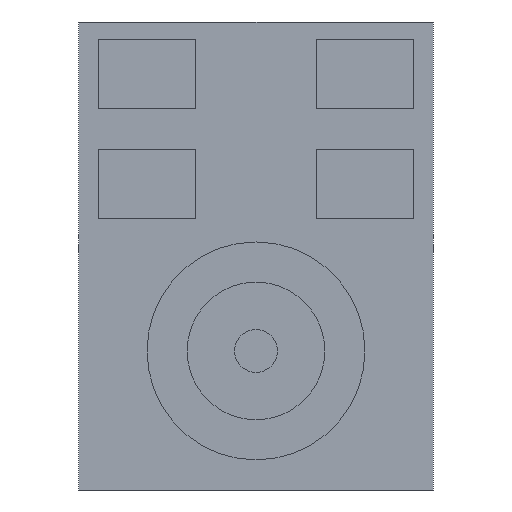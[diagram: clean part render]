
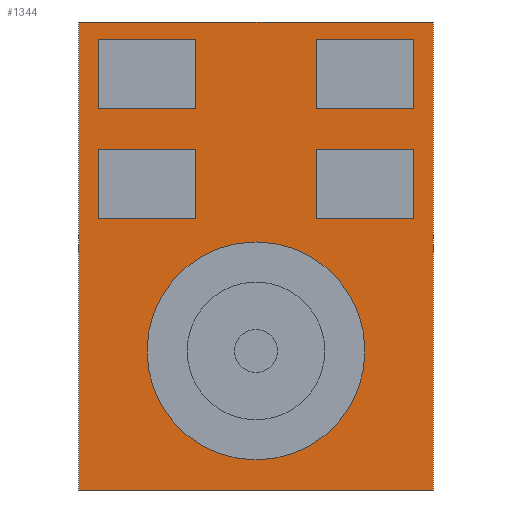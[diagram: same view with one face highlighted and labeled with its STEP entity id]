
A CAD part, front view. The second image highlights one B-rep face of the part: STEP entity #1344.
In plain terms, the highlighted planar face has unit normal (0, -1, 0).
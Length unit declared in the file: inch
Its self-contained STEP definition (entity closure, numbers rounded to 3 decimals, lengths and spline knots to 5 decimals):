
#15=FACE_BOUND('',#247,.T.);
#16=FACE_BOUND('',#248,.T.);
#17=FACE_BOUND('',#249,.T.);
#18=FACE_BOUND('',#250,.T.);
#19=FACE_BOUND('',#251,.T.);
#81=CIRCLE('',#1487,0.03209);
#161=FACE_OUTER_BOUND('',#246,.T.);
#246=EDGE_LOOP('',(#1026,#1027,#1028,#1029));
#247=EDGE_LOOP('',(#1030));
#248=EDGE_LOOP('',(#1031,#1032,#1033,#1034));
#249=EDGE_LOOP('',(#1035,#1036,#1037,#1038));
#250=EDGE_LOOP('',(#1039,#1040,#1041,#1042));
#251=EDGE_LOOP('',(#1043,#1044,#1045,#1046));
#349=LINE('',#2133,#484);
#350=LINE('',#2135,#485);
#351=LINE('',#2137,#486);
#352=LINE('',#2138,#487);
#353=LINE('',#2143,#488);
#354=LINE('',#2145,#489);
#355=LINE('',#2147,#490);
#356=LINE('',#2148,#491);
#357=LINE('',#2151,#492);
#358=LINE('',#2153,#493);
#359=LINE('',#2155,#494);
#360=LINE('',#2156,#495);
#361=LINE('',#2159,#496);
#362=LINE('',#2161,#497);
#363=LINE('',#2163,#498);
#364=LINE('',#2164,#499);
#365=LINE('',#2167,#500);
#366=LINE('',#2169,#501);
#367=LINE('',#2171,#502);
#368=LINE('',#2172,#503);
#484=VECTOR('',#1743,0.1378);
#485=VECTOR('',#1744,0.10433);
#486=VECTOR('',#1745,0.1378);
#487=VECTOR('',#1746,0.10433);
#488=VECTOR('',#1749,0.02047);
#489=VECTOR('',#1750,0.02874);
#490=VECTOR('',#1751,0.02047);
#491=VECTOR('',#1752,0.02874);
#492=VECTOR('',#1753,0.02874);
#493=VECTOR('',#1754,0.02047);
#494=VECTOR('',#1755,0.02874);
#495=VECTOR('',#1756,0.02047);
#496=VECTOR('',#1757,0.02047);
#497=VECTOR('',#1758,0.02874);
#498=VECTOR('',#1759,0.02047);
#499=VECTOR('',#1760,0.02874);
#500=VECTOR('',#1761,0.02874);
#501=VECTOR('',#1762,0.02047);
#502=VECTOR('',#1763,0.02874);
#503=VECTOR('',#1764,0.02047);
#623=VERTEX_POINT('',#2131);
#624=VERTEX_POINT('',#2132);
#625=VERTEX_POINT('',#2134);
#626=VERTEX_POINT('',#2136);
#627=VERTEX_POINT('',#2139);
#628=VERTEX_POINT('',#2141);
#629=VERTEX_POINT('',#2142);
#630=VERTEX_POINT('',#2144);
#631=VERTEX_POINT('',#2146);
#632=VERTEX_POINT('',#2149);
#633=VERTEX_POINT('',#2150);
#634=VERTEX_POINT('',#2152);
#635=VERTEX_POINT('',#2154);
#636=VERTEX_POINT('',#2157);
#637=VERTEX_POINT('',#2158);
#638=VERTEX_POINT('',#2160);
#639=VERTEX_POINT('',#2162);
#640=VERTEX_POINT('',#2165);
#641=VERTEX_POINT('',#2166);
#642=VERTEX_POINT('',#2168);
#643=VERTEX_POINT('',#2170);
#773=EDGE_CURVE('',#623,#624,#349,.T.);
#774=EDGE_CURVE('',#625,#623,#350,.T.);
#775=EDGE_CURVE('',#626,#625,#351,.T.);
#776=EDGE_CURVE('',#624,#626,#352,.T.);
#777=EDGE_CURVE('',#627,#627,#81,.T.);
#778=EDGE_CURVE('',#628,#629,#353,.T.);
#779=EDGE_CURVE('',#630,#628,#354,.T.);
#780=EDGE_CURVE('',#631,#630,#355,.T.);
#781=EDGE_CURVE('',#629,#631,#356,.T.);
#782=EDGE_CURVE('',#632,#633,#357,.T.);
#783=EDGE_CURVE('',#634,#632,#358,.T.);
#784=EDGE_CURVE('',#635,#634,#359,.T.);
#785=EDGE_CURVE('',#633,#635,#360,.T.);
#786=EDGE_CURVE('',#636,#637,#361,.T.);
#787=EDGE_CURVE('',#638,#636,#362,.T.);
#788=EDGE_CURVE('',#639,#638,#363,.T.);
#789=EDGE_CURVE('',#637,#639,#364,.T.);
#790=EDGE_CURVE('',#640,#641,#365,.T.);
#791=EDGE_CURVE('',#642,#640,#366,.T.);
#792=EDGE_CURVE('',#643,#642,#367,.T.);
#793=EDGE_CURVE('',#641,#643,#368,.T.);
#1026=ORIENTED_EDGE('',*,*,#773,.F.);
#1027=ORIENTED_EDGE('',*,*,#774,.F.);
#1028=ORIENTED_EDGE('',*,*,#775,.F.);
#1029=ORIENTED_EDGE('',*,*,#776,.F.);
#1030=ORIENTED_EDGE('',*,*,#777,.F.);
#1031=ORIENTED_EDGE('',*,*,#778,.F.);
#1032=ORIENTED_EDGE('',*,*,#779,.F.);
#1033=ORIENTED_EDGE('',*,*,#780,.F.);
#1034=ORIENTED_EDGE('',*,*,#781,.F.);
#1035=ORIENTED_EDGE('',*,*,#782,.F.);
#1036=ORIENTED_EDGE('',*,*,#783,.F.);
#1037=ORIENTED_EDGE('',*,*,#784,.F.);
#1038=ORIENTED_EDGE('',*,*,#785,.F.);
#1039=ORIENTED_EDGE('',*,*,#786,.F.);
#1040=ORIENTED_EDGE('',*,*,#787,.F.);
#1041=ORIENTED_EDGE('',*,*,#788,.F.);
#1042=ORIENTED_EDGE('',*,*,#789,.F.);
#1043=ORIENTED_EDGE('',*,*,#790,.F.);
#1044=ORIENTED_EDGE('',*,*,#791,.F.);
#1045=ORIENTED_EDGE('',*,*,#792,.F.);
#1046=ORIENTED_EDGE('',*,*,#793,.F.);
#1271=PLANE('',#1486);
#1344=ADVANCED_FACE('',(#161,#15,#16,#17,#18,#19),#1271,.F.);
#1486=AXIS2_PLACEMENT_3D('',#2130,#1741,#1742);
#1487=AXIS2_PLACEMENT_3D('',#2140,#1747,#1748);
#1741=DIRECTION('center_axis',(0.,1.,0.));
#1742=DIRECTION('ref_axis',(1.,0.,0.));
#1743=DIRECTION('',(0.,0.,1.));
#1744=DIRECTION('',(-1.,0.,0.));
#1745=DIRECTION('',(0.,0.,-1.));
#1746=DIRECTION('',(1.,0.,0.));
#1747=DIRECTION('center_axis',(0.,-1.,0.));
#1748=DIRECTION('ref_axis',(-1.,0.,0.));
#1749=DIRECTION('',(0.,0.,1.));
#1750=DIRECTION('',(1.,0.,0.));
#1751=DIRECTION('',(0.,0.,-1.));
#1752=DIRECTION('',(-1.,0.,0.));
#1753=DIRECTION('',(1.,0.,0.));
#1754=DIRECTION('',(0.,0.,-1.));
#1755=DIRECTION('',(-1.,0.,0.));
#1756=DIRECTION('',(0.,0.,1.));
#1757=DIRECTION('',(0.,0.,1.));
#1758=DIRECTION('',(1.,0.,0.));
#1759=DIRECTION('',(0.,0.,-1.));
#1760=DIRECTION('',(-1.,0.,0.));
#1761=DIRECTION('',(1.,0.,0.));
#1762=DIRECTION('',(0.,0.,-1.));
#1763=DIRECTION('',(-1.,0.,0.));
#1764=DIRECTION('',(0.,0.,1.));
#2130=CARTESIAN_POINT('Origin',(0.05217,0.00004,
-0.0689));
#2131=CARTESIAN_POINT('',(0.,0.00004,-0.1378));
#2132=CARTESIAN_POINT('',(0.,0.00004,0.));
#2133=CARTESIAN_POINT('',(0.,0.00004,-0.1378));
#2134=CARTESIAN_POINT('',(0.10433,0.00004,-0.1378));
#2135=CARTESIAN_POINT('',(0.10433,0.00004,-0.1378));
#2136=CARTESIAN_POINT('',(0.10433,0.00004,0.));
#2137=CARTESIAN_POINT('',(0.10433,0.00004,0.));
#2138=CARTESIAN_POINT('',(0.,0.00004,0.));
#2139=CARTESIAN_POINT('',(0.08425,0.00004,-0.09685));
#2140=CARTESIAN_POINT('Origin',(0.05217,0.00004,
-0.09685));
#2141=CARTESIAN_POINT('',(0.09862,0.00004,-0.05787));
#2142=CARTESIAN_POINT('',(0.09862,0.00004,-0.0374));
#2143=CARTESIAN_POINT('',(0.09862,0.00004,-0.05787));
#2144=CARTESIAN_POINT('',(0.06988,0.00004,-0.05787));
#2145=CARTESIAN_POINT('',(0.06988,0.00004,-0.05787));
#2146=CARTESIAN_POINT('',(0.06988,0.00004,-0.0374));
#2147=CARTESIAN_POINT('',(0.06988,0.00004,-0.0374));
#2148=CARTESIAN_POINT('',(0.09862,0.00004,-0.0374));
#2149=CARTESIAN_POINT('',(0.00571,0.00004,-0.05787));
#2150=CARTESIAN_POINT('',(0.03445,0.00004,-0.05787));
#2151=CARTESIAN_POINT('',(0.00571,0.00004,-0.05787));
#2152=CARTESIAN_POINT('',(0.00571,0.00004,-0.0374));
#2153=CARTESIAN_POINT('',(0.00571,0.00004,-0.0374));
#2154=CARTESIAN_POINT('',(0.03445,0.00004,-0.0374));
#2155=CARTESIAN_POINT('',(0.03445,0.00004,-0.0374));
#2156=CARTESIAN_POINT('',(0.03445,0.00004,-0.05787));
#2157=CARTESIAN_POINT('',(0.09862,0.00004,-0.02559));
#2158=CARTESIAN_POINT('',(0.09862,0.00004,-0.00512));
#2159=CARTESIAN_POINT('',(0.09862,0.00004,-0.02559));
#2160=CARTESIAN_POINT('',(0.06988,0.00004,-0.02559));
#2161=CARTESIAN_POINT('',(0.06988,0.00004,-0.02559));
#2162=CARTESIAN_POINT('',(0.06988,0.00004,-0.00512));
#2163=CARTESIAN_POINT('',(0.06988,0.00004,-0.00512));
#2164=CARTESIAN_POINT('',(0.09862,0.00004,-0.00512));
#2165=CARTESIAN_POINT('',(0.00571,0.00004,-0.02559));
#2166=CARTESIAN_POINT('',(0.03445,0.00004,-0.02559));
#2167=CARTESIAN_POINT('',(0.00571,0.00004,-0.02559));
#2168=CARTESIAN_POINT('',(0.00571,0.00004,-0.00512));
#2169=CARTESIAN_POINT('',(0.00571,0.00004,-0.00512));
#2170=CARTESIAN_POINT('',(0.03445,0.00004,-0.00512));
#2171=CARTESIAN_POINT('',(0.03445,0.00004,-0.00512));
#2172=CARTESIAN_POINT('',(0.03445,0.00004,-0.02559));
